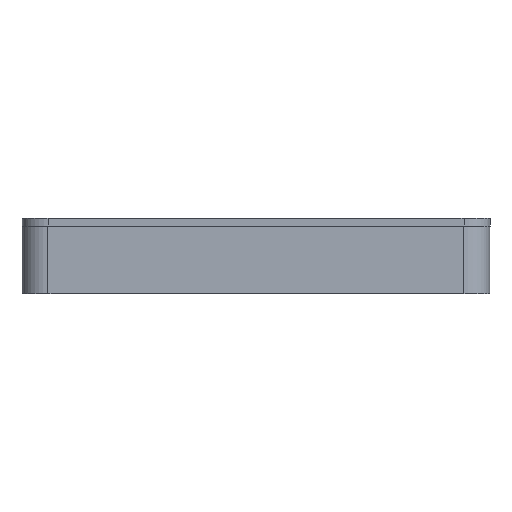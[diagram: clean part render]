
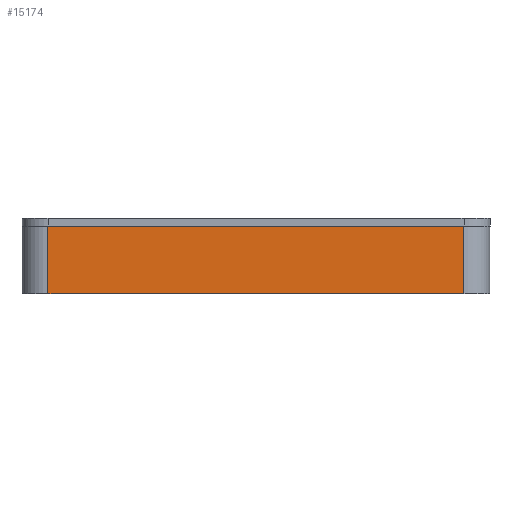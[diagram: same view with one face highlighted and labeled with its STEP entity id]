
A CAD part, front view. The second image highlights one B-rep face of the part: STEP entity #15174.
In plain terms, the highlighted planar face has unit normal (0, -1, 0).
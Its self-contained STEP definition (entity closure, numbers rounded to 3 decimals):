
#300=PLANE('',#15389);
#1069=FACE_OUTER_BOUND('',#1907,.T.);
#1907=EDGE_LOOP('',(#13343,#13344,#13345,#13346));
#2870=LINE('',#31882,#3874);
#2879=LINE('',#31912,#3883);
#2880=LINE('',#31915,#3884);
#2881=LINE('',#31916,#3885);
#3874=VECTOR('',#16601,10.);
#3883=VECTOR('',#16630,10.);
#3884=VECTOR('',#16633,10.);
#3885=VECTOR('',#16634,10.);
#6675=VERTEX_POINT('',#31879);
#6676=VERTEX_POINT('',#31881);
#6687=VERTEX_POINT('',#31910);
#6688=VERTEX_POINT('',#31914);
#8922=EDGE_CURVE('',#6675,#6676,#2870,.T.);
#8938=EDGE_CURVE('',#6687,#6675,#2879,.T.);
#8939=EDGE_CURVE('',#6688,#6687,#2880,.T.);
#8940=EDGE_CURVE('',#6676,#6688,#2881,.T.);
#13343=ORIENTED_EDGE('',*,*,#8938,.F.);
#13344=ORIENTED_EDGE('',*,*,#8939,.F.);
#13345=ORIENTED_EDGE('',*,*,#8940,.F.);
#13346=ORIENTED_EDGE('',*,*,#8922,.F.);
#15174=ADVANCED_FACE('',(#1069),#300,.T.);
#15389=AXIS2_PLACEMENT_3D('',#31913,#16631,#16632);
#16601=DIRECTION('',(1.,0.,0.));
#16630=DIRECTION('',(0.,0.,1.));
#16631=DIRECTION('center_axis',(0.,-1.,0.));
#16632=DIRECTION('ref_axis',(1.,0.,0.));
#16633=DIRECTION('',(-1.,0.,0.));
#16634=DIRECTION('',(0.,0.,-1.));
#31879=CARTESIAN_POINT('',(-60.182,-15.218,13.));
#31881=CARTESIAN_POINT('',(19.818,-15.218,13.));
#31882=CARTESIAN_POINT('',(24.818,-15.218,13.));
#31910=CARTESIAN_POINT('',(-60.182,-15.218,0.));
#31912=CARTESIAN_POINT('',(-60.182,-15.218,0.));
#31913=CARTESIAN_POINT('Origin',(-65.182,-15.218,0.));
#31914=CARTESIAN_POINT('',(19.818,-15.218,0.));
#31915=CARTESIAN_POINT('',(24.818,-15.218,0.));
#31916=CARTESIAN_POINT('',(19.818,-15.218,0.));
